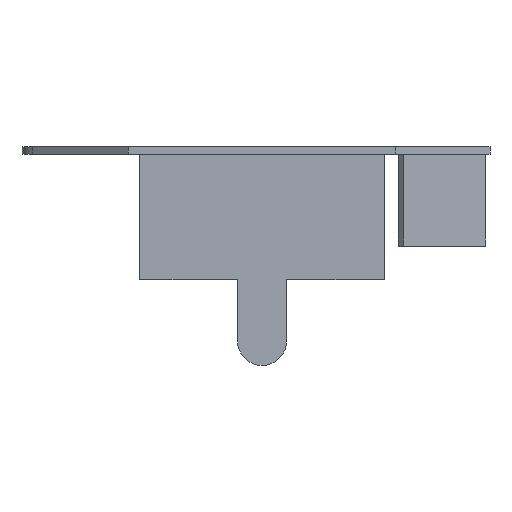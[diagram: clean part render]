
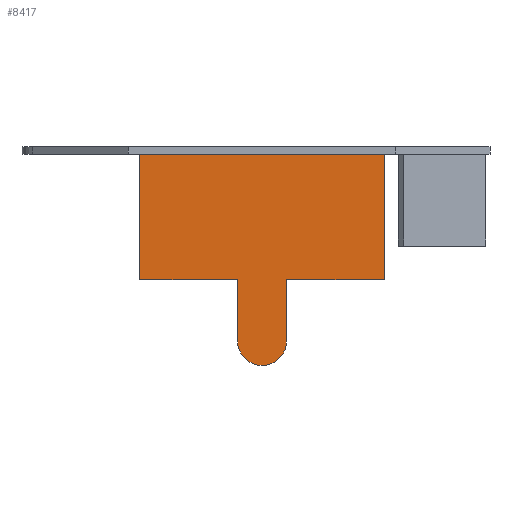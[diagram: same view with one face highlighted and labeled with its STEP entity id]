
A CAD part, left-side view. The second image highlights one B-rep face of the part: STEP entity #8417.
In plain terms, the highlighted planar face has unit normal (-1, 0, 0).
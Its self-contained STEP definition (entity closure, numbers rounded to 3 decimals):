
#6311 = VERTEX_POINT('',#6312);
#6312 = CARTESIAN_POINT('',(-10.6,4.,0.));
#6326 = PLANE('',#6327);
#6327 = AXIS2_PLACEMENT_3D('',#6328,#6329,#6330);
#6328 = CARTESIAN_POINT('',(-10.6,-4.375,0.));
#6329 = DIRECTION('',(-1.,0.,0.));
#6330 = DIRECTION('',(0.,1.,0.));
#6354 = PLANE('',#6355);
#6355 = AXIS2_PLACEMENT_3D('',#6356,#6357,#6358);
#6356 = CARTESIAN_POINT('',(-10.6,4.,-4.1));
#6357 = DIRECTION('',(0.,-1.,0.));
#6358 = DIRECTION('',(0.,0.,1.));
#6395 = VERTEX_POINT('',#6396);
#6396 = CARTESIAN_POINT('',(-10.6,-4.,0.));
#6410 = PLANE('',#6411);
#6411 = AXIS2_PLACEMENT_3D('',#6412,#6413,#6414);
#6412 = CARTESIAN_POINT('',(-10.6,-4.,0.));
#6413 = DIRECTION('',(0.,1.,0.));
#6414 = DIRECTION('',(0.,0.,-1.));
#7782 = EDGE_CURVE('',#6311,#6395,#7783,.T.);
#7783 = SURFACE_CURVE('',#7784,(#7788,#7795),.PCURVE_S1.);
#7784 = LINE('',#7785,#7786);
#7785 = CARTESIAN_POINT('',(-10.6,4.,0.));
#7786 = VECTOR('',#7787,1.);
#7787 = DIRECTION('',(0.,-1.,0.));
#7788 = PCURVE('',#6326,#7789);
#7789 = DEFINITIONAL_REPRESENTATION('',(#7790),#7794);
#7790 = LINE('',#7791,#7792);
#7791 = CARTESIAN_POINT('',(8.375,0.));
#7792 = VECTOR('',#7793,1.);
#7793 = DIRECTION('',(-1.,0.));
#7794 = ( GEOMETRIC_REPRESENTATION_CONTEXT(2) 
PARAMETRIC_REPRESENTATION_CONTEXT() REPRESENTATION_CONTEXT('2D SPACE',''
  ) );
#7795 = PCURVE('',#7796,#7801);
#7796 = PLANE('',#7797);
#7797 = AXIS2_PLACEMENT_3D('',#7798,#7799,#7800);
#7798 = CARTESIAN_POINT('',(-10.6,0.8,-6.1));
#7799 = DIRECTION('',(1.,0.,0.));
#7800 = DIRECTION('',(0.,0.,1.));
#7801 = DEFINITIONAL_REPRESENTATION('',(#7802),#7806);
#7802 = LINE('',#7803,#7804);
#7803 = CARTESIAN_POINT('',(6.1,-3.2));
#7804 = VECTOR('',#7805,1.);
#7805 = DIRECTION('',(0.,1.));
#7806 = ( GEOMETRIC_REPRESENTATION_CONTEXT(2) 
PARAMETRIC_REPRESENTATION_CONTEXT() REPRESENTATION_CONTEXT('2D SPACE',''
  ) );
#7837 = VERTEX_POINT('',#7838);
#7838 = CARTESIAN_POINT('',(-10.6,-4.,-4.1));
#7852 = PLANE('',#7853);
#7853 = AXIS2_PLACEMENT_3D('',#7854,#7855,#7856);
#7854 = CARTESIAN_POINT('',(-10.6,-4.,-4.1));
#7855 = DIRECTION('',(0.,-0.,1.));
#7856 = DIRECTION('',(0.,1.,0.));
#7864 = EDGE_CURVE('',#6395,#7837,#7865,.T.);
#7865 = SURFACE_CURVE('',#7866,(#7870,#7877),.PCURVE_S1.);
#7866 = LINE('',#7867,#7868);
#7867 = CARTESIAN_POINT('',(-10.6,-4.,0.));
#7868 = VECTOR('',#7869,1.);
#7869 = DIRECTION('',(0.,0.,-1.));
#7870 = PCURVE('',#6410,#7871);
#7871 = DEFINITIONAL_REPRESENTATION('',(#7872),#7876);
#7872 = LINE('',#7873,#7874);
#7873 = CARTESIAN_POINT('',(0.,0.));
#7874 = VECTOR('',#7875,1.);
#7875 = DIRECTION('',(1.,0.));
#7876 = ( GEOMETRIC_REPRESENTATION_CONTEXT(2) 
PARAMETRIC_REPRESENTATION_CONTEXT() REPRESENTATION_CONTEXT('2D SPACE',''
  ) );
#7877 = PCURVE('',#7796,#7878);
#7878 = DEFINITIONAL_REPRESENTATION('',(#7879),#7883);
#7879 = LINE('',#7880,#7881);
#7880 = CARTESIAN_POINT('',(6.1,4.8));
#7881 = VECTOR('',#7882,1.);
#7882 = DIRECTION('',(-1.,0.));
#7883 = ( GEOMETRIC_REPRESENTATION_CONTEXT(2) 
PARAMETRIC_REPRESENTATION_CONTEXT() REPRESENTATION_CONTEXT('2D SPACE',''
  ) );
#7906 = PLANE('',#7907);
#7907 = AXIS2_PLACEMENT_3D('',#7908,#7909,#7910);
#7908 = CARTESIAN_POINT('',(-10.6,0.8,-6.1));
#7909 = DIRECTION('',(0.,-1.,0.));
#7910 = DIRECTION('',(0.,0.,1.));
#7934 = PLANE('',#7935);
#7935 = AXIS2_PLACEMENT_3D('',#7936,#7937,#7938);
#7936 = CARTESIAN_POINT('',(-10.6,0.8,-4.1));
#7937 = DIRECTION('',(0.,-0.,1.));
#7938 = DIRECTION('',(0.,1.,0.));
#8008 = PLANE('',#8009);
#8009 = AXIS2_PLACEMENT_3D('',#8010,#8011,#8012);
#8010 = CARTESIAN_POINT('',(-10.6,-0.8,-6.1));
#8011 = DIRECTION('',(0.,-1.,0.));
#8012 = DIRECTION('',(0.,0.,1.));
#8039 = CYLINDRICAL_SURFACE('',#8040,0.8);
#8040 = AXIS2_PLACEMENT_3D('',#8041,#8042,#8043);
#8041 = CARTESIAN_POINT('',(-10.6,0.,-6.1));
#8042 = DIRECTION('',(-1.,0.,0.));
#8043 = DIRECTION('',(0.,-1.,0.));
#8055 = VERTEX_POINT('',#8056);
#8056 = CARTESIAN_POINT('',(-10.6,4.,-4.1));
#8079 = EDGE_CURVE('',#8055,#6311,#8080,.T.);
#8080 = SURFACE_CURVE('',#8081,(#8085,#8092),.PCURVE_S1.);
#8081 = LINE('',#8082,#8083);
#8082 = CARTESIAN_POINT('',(-10.6,4.,-4.1));
#8083 = VECTOR('',#8084,1.);
#8084 = DIRECTION('',(0.,0.,1.));
#8085 = PCURVE('',#6354,#8086);
#8086 = DEFINITIONAL_REPRESENTATION('',(#8087),#8091);
#8087 = LINE('',#8088,#8089);
#8088 = CARTESIAN_POINT('',(0.,0.));
#8089 = VECTOR('',#8090,1.);
#8090 = DIRECTION('',(1.,0.));
#8091 = ( GEOMETRIC_REPRESENTATION_CONTEXT(2) 
PARAMETRIC_REPRESENTATION_CONTEXT() REPRESENTATION_CONTEXT('2D SPACE',''
  ) );
#8092 = PCURVE('',#7796,#8093);
#8093 = DEFINITIONAL_REPRESENTATION('',(#8094),#8098);
#8094 = LINE('',#8095,#8096);
#8095 = CARTESIAN_POINT('',(2.,-3.2));
#8096 = VECTOR('',#8097,1.);
#8097 = DIRECTION('',(1.,0.));
#8098 = ( GEOMETRIC_REPRESENTATION_CONTEXT(2) 
PARAMETRIC_REPRESENTATION_CONTEXT() REPRESENTATION_CONTEXT('2D SPACE',''
  ) );
#8417 = ADVANCED_FACE('',(#8418),#7796,.F.);
#8418 = FACE_BOUND('',#8419,.F.);
#8419 = EDGE_LOOP('',(#8420,#8445,#8466,#8467,#8468,#8469,#8492,#8515));
#8420 = ORIENTED_EDGE('',*,*,#8421,.T.);
#8421 = EDGE_CURVE('',#8422,#8424,#8426,.T.);
#8422 = VERTEX_POINT('',#8423);
#8423 = CARTESIAN_POINT('',(-10.6,0.8,-6.1));
#8424 = VERTEX_POINT('',#8425);
#8425 = CARTESIAN_POINT('',(-10.6,0.8,-4.1));
#8426 = SURFACE_CURVE('',#8427,(#8431,#8438),.PCURVE_S1.);
#8427 = LINE('',#8428,#8429);
#8428 = CARTESIAN_POINT('',(-10.6,0.8,-6.1));
#8429 = VECTOR('',#8430,1.);
#8430 = DIRECTION('',(0.,0.,1.));
#8431 = PCURVE('',#7796,#8432);
#8432 = DEFINITIONAL_REPRESENTATION('',(#8433),#8437);
#8433 = LINE('',#8434,#8435);
#8434 = CARTESIAN_POINT('',(0.,0.));
#8435 = VECTOR('',#8436,1.);
#8436 = DIRECTION('',(1.,0.));
#8437 = ( GEOMETRIC_REPRESENTATION_CONTEXT(2) 
PARAMETRIC_REPRESENTATION_CONTEXT() REPRESENTATION_CONTEXT('2D SPACE',''
  ) );
#8438 = PCURVE('',#7906,#8439);
#8439 = DEFINITIONAL_REPRESENTATION('',(#8440),#8444);
#8440 = LINE('',#8441,#8442);
#8441 = CARTESIAN_POINT('',(0.,0.));
#8442 = VECTOR('',#8443,1.);
#8443 = DIRECTION('',(1.,0.));
#8444 = ( GEOMETRIC_REPRESENTATION_CONTEXT(2) 
PARAMETRIC_REPRESENTATION_CONTEXT() REPRESENTATION_CONTEXT('2D SPACE',''
  ) );
#8445 = ORIENTED_EDGE('',*,*,#8446,.T.);
#8446 = EDGE_CURVE('',#8424,#8055,#8447,.T.);
#8447 = SURFACE_CURVE('',#8448,(#8452,#8459),.PCURVE_S1.);
#8448 = LINE('',#8449,#8450);
#8449 = CARTESIAN_POINT('',(-10.6,0.8,-4.1));
#8450 = VECTOR('',#8451,1.);
#8451 = DIRECTION('',(0.,1.,0.));
#8452 = PCURVE('',#7796,#8453);
#8453 = DEFINITIONAL_REPRESENTATION('',(#8454),#8458);
#8454 = LINE('',#8455,#8456);
#8455 = CARTESIAN_POINT('',(2.,0.));
#8456 = VECTOR('',#8457,1.);
#8457 = DIRECTION('',(0.,-1.));
#8458 = ( GEOMETRIC_REPRESENTATION_CONTEXT(2) 
PARAMETRIC_REPRESENTATION_CONTEXT() REPRESENTATION_CONTEXT('2D SPACE',''
  ) );
#8459 = PCURVE('',#7934,#8460);
#8460 = DEFINITIONAL_REPRESENTATION('',(#8461),#8465);
#8461 = LINE('',#8462,#8463);
#8462 = CARTESIAN_POINT('',(0.,0.));
#8463 = VECTOR('',#8464,1.);
#8464 = DIRECTION('',(1.,0.));
#8465 = ( GEOMETRIC_REPRESENTATION_CONTEXT(2) 
PARAMETRIC_REPRESENTATION_CONTEXT() REPRESENTATION_CONTEXT('2D SPACE',''
  ) );
#8466 = ORIENTED_EDGE('',*,*,#8079,.T.);
#8467 = ORIENTED_EDGE('',*,*,#7782,.T.);
#8468 = ORIENTED_EDGE('',*,*,#7864,.T.);
#8469 = ORIENTED_EDGE('',*,*,#8470,.T.);
#8470 = EDGE_CURVE('',#7837,#8471,#8473,.T.);
#8471 = VERTEX_POINT('',#8472);
#8472 = CARTESIAN_POINT('',(-10.6,-0.8,-4.1));
#8473 = SURFACE_CURVE('',#8474,(#8478,#8485),.PCURVE_S1.);
#8474 = LINE('',#8475,#8476);
#8475 = CARTESIAN_POINT('',(-10.6,-4.,-4.1));
#8476 = VECTOR('',#8477,1.);
#8477 = DIRECTION('',(0.,1.,0.));
#8478 = PCURVE('',#7796,#8479);
#8479 = DEFINITIONAL_REPRESENTATION('',(#8480),#8484);
#8480 = LINE('',#8481,#8482);
#8481 = CARTESIAN_POINT('',(2.,4.8));
#8482 = VECTOR('',#8483,1.);
#8483 = DIRECTION('',(0.,-1.));
#8484 = ( GEOMETRIC_REPRESENTATION_CONTEXT(2) 
PARAMETRIC_REPRESENTATION_CONTEXT() REPRESENTATION_CONTEXT('2D SPACE',''
  ) );
#8485 = PCURVE('',#7852,#8486);
#8486 = DEFINITIONAL_REPRESENTATION('',(#8487),#8491);
#8487 = LINE('',#8488,#8489);
#8488 = CARTESIAN_POINT('',(0.,0.));
#8489 = VECTOR('',#8490,1.);
#8490 = DIRECTION('',(1.,0.));
#8491 = ( GEOMETRIC_REPRESENTATION_CONTEXT(2) 
PARAMETRIC_REPRESENTATION_CONTEXT() REPRESENTATION_CONTEXT('2D SPACE',''
  ) );
#8492 = ORIENTED_EDGE('',*,*,#8493,.F.);
#8493 = EDGE_CURVE('',#8494,#8471,#8496,.T.);
#8494 = VERTEX_POINT('',#8495);
#8495 = CARTESIAN_POINT('',(-10.6,-0.8,-6.1));
#8496 = SURFACE_CURVE('',#8497,(#8501,#8508),.PCURVE_S1.);
#8497 = LINE('',#8498,#8499);
#8498 = CARTESIAN_POINT('',(-10.6,-0.8,-6.1));
#8499 = VECTOR('',#8500,1.);
#8500 = DIRECTION('',(0.,0.,1.));
#8501 = PCURVE('',#7796,#8502);
#8502 = DEFINITIONAL_REPRESENTATION('',(#8503),#8507);
#8503 = LINE('',#8504,#8505);
#8504 = CARTESIAN_POINT('',(0.,1.6));
#8505 = VECTOR('',#8506,1.);
#8506 = DIRECTION('',(1.,0.));
#8507 = ( GEOMETRIC_REPRESENTATION_CONTEXT(2) 
PARAMETRIC_REPRESENTATION_CONTEXT() REPRESENTATION_CONTEXT('2D SPACE',''
  ) );
#8508 = PCURVE('',#8008,#8509);
#8509 = DEFINITIONAL_REPRESENTATION('',(#8510),#8514);
#8510 = LINE('',#8511,#8512);
#8511 = CARTESIAN_POINT('',(0.,0.));
#8512 = VECTOR('',#8513,1.);
#8513 = DIRECTION('',(1.,0.));
#8514 = ( GEOMETRIC_REPRESENTATION_CONTEXT(2) 
PARAMETRIC_REPRESENTATION_CONTEXT() REPRESENTATION_CONTEXT('2D SPACE',''
  ) );
#8515 = ORIENTED_EDGE('',*,*,#8516,.F.);
#8516 = EDGE_CURVE('',#8422,#8494,#8517,.T.);
#8517 = SURFACE_CURVE('',#8518,(#8523,#8534),.PCURVE_S1.);
#8518 = CIRCLE('',#8519,0.8);
#8519 = AXIS2_PLACEMENT_3D('',#8520,#8521,#8522);
#8520 = CARTESIAN_POINT('',(-10.6,0.,-6.1));
#8521 = DIRECTION('',(-1.,0.,0.));
#8522 = DIRECTION('',(0.,-1.,0.));
#8523 = PCURVE('',#7796,#8524);
#8524 = DEFINITIONAL_REPRESENTATION('',(#8525),#8533);
#8525 = ( BOUNDED_CURVE() B_SPLINE_CURVE(2,(#8526,#8527,#8528,#8529,
#8530,#8531,#8532),.UNSPECIFIED.,.T.,.F.) B_SPLINE_CURVE_WITH_KNOTS((1,2
    ,2,2,2,1),(-2.094,0.,2.094,4.189,
6.283,8.378),.UNSPECIFIED.) CURVE() 
GEOMETRIC_REPRESENTATION_ITEM() RATIONAL_B_SPLINE_CURVE((1.,0.5,1.,0.5,
1.,0.5,1.)) REPRESENTATION_ITEM('') );
#8526 = CARTESIAN_POINT('',(0.,1.6));
#8527 = CARTESIAN_POINT('',(1.386,1.6));
#8528 = CARTESIAN_POINT('',(0.693,0.4));
#8529 = CARTESIAN_POINT('',(0.,-0.8));
#8530 = CARTESIAN_POINT('',(-0.693,0.4));
#8531 = CARTESIAN_POINT('',(-1.386,1.6));
#8532 = CARTESIAN_POINT('',(0.,1.6));
#8533 = ( GEOMETRIC_REPRESENTATION_CONTEXT(2) 
PARAMETRIC_REPRESENTATION_CONTEXT() REPRESENTATION_CONTEXT('2D SPACE',''
  ) );
#8534 = PCURVE('',#8039,#8535);
#8535 = DEFINITIONAL_REPRESENTATION('',(#8536),#8540);
#8536 = LINE('',#8537,#8538);
#8537 = CARTESIAN_POINT('',(0.,0.));
#8538 = VECTOR('',#8539,1.);
#8539 = DIRECTION('',(1.,0.));
#8540 = ( GEOMETRIC_REPRESENTATION_CONTEXT(2) 
PARAMETRIC_REPRESENTATION_CONTEXT() REPRESENTATION_CONTEXT('2D SPACE',''
  ) );
